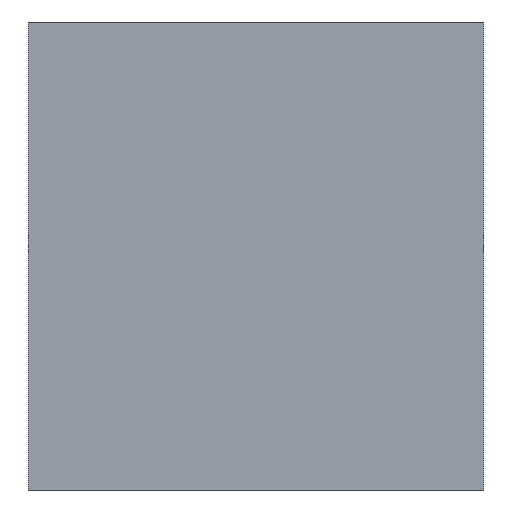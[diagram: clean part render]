
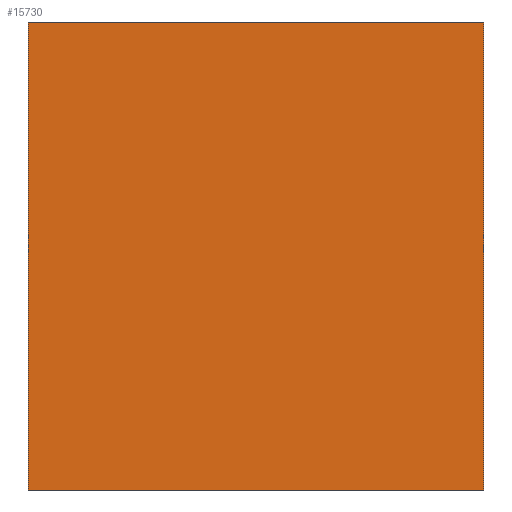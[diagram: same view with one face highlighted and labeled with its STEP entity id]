
A CAD part, left-side view. The second image highlights one B-rep face of the part: STEP entity #15730.
In plain terms, the highlighted planar face has unit normal (-1, 0, 0).
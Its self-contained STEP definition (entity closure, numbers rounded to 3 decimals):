
#15730 = ADVANCED_FACE('',(#15731),#15765,.F.);
#15731 = FACE_BOUND('',#15732,.F.);
#15732 = EDGE_LOOP('',(#15733,#15743,#15751,#15759));
#15733 = ORIENTED_EDGE('',*,*,#15734,.F.);
#15734 = EDGE_CURVE('',#15735,#15737,#15739,.T.);
#15735 = VERTEX_POINT('',#15736);
#15736 = CARTESIAN_POINT('',(-114.246,-97.725,-100.508));
#15737 = VERTEX_POINT('',#15738);
#15738 = CARTESIAN_POINT('',(-114.246,-97.725,100.508));
#15739 = LINE('',#15740,#15741);
#15740 = CARTESIAN_POINT('',(-114.246,-97.725,-100.508));
#15741 = VECTOR('',#15742,1.);
#15742 = DIRECTION('',(0.,0.,1.));
#15743 = ORIENTED_EDGE('',*,*,#15744,.T.);
#15744 = EDGE_CURVE('',#15735,#15745,#15747,.T.);
#15745 = VERTEX_POINT('',#15746);
#15746 = CARTESIAN_POINT('',(-114.246,97.725,-100.508));
#15747 = LINE('',#15748,#15749);
#15748 = CARTESIAN_POINT('',(-114.246,-97.725,-100.508));
#15749 = VECTOR('',#15750,1.);
#15750 = DIRECTION('',(-0.,1.,0.));
#15751 = ORIENTED_EDGE('',*,*,#15752,.T.);
#15752 = EDGE_CURVE('',#15745,#15753,#15755,.T.);
#15753 = VERTEX_POINT('',#15754);
#15754 = CARTESIAN_POINT('',(-114.246,97.725,100.508));
#15755 = LINE('',#15756,#15757);
#15756 = CARTESIAN_POINT('',(-114.246,97.725,-100.508));
#15757 = VECTOR('',#15758,1.);
#15758 = DIRECTION('',(0.,0.,1.));
#15759 = ORIENTED_EDGE('',*,*,#15760,.F.);
#15760 = EDGE_CURVE('',#15737,#15753,#15761,.T.);
#15761 = LINE('',#15762,#15763);
#15762 = CARTESIAN_POINT('',(-114.246,-97.725,100.508));
#15763 = VECTOR('',#15764,1.);
#15764 = DIRECTION('',(-0.,1.,0.));
#15765 = PLANE('',#15766);
#15766 = AXIS2_PLACEMENT_3D('',#15767,#15768,#15769);
#15767 = CARTESIAN_POINT('',(-114.246,-97.725,-100.508));
#15768 = DIRECTION('',(1.,0.,-0.));
#15769 = DIRECTION('',(0.,0.,1.));
